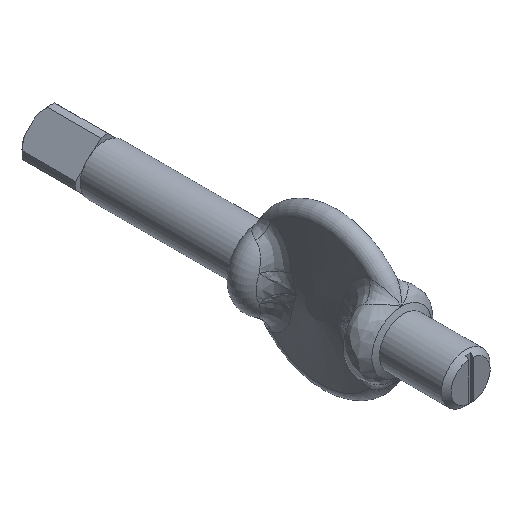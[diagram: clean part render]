
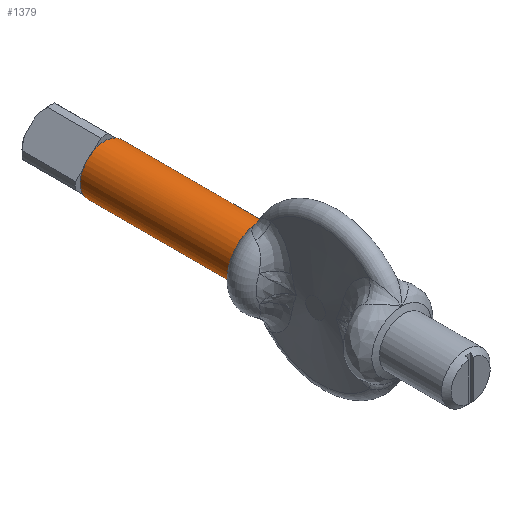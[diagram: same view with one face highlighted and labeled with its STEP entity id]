
A CAD part, isometric view. The second image highlights one B-rep face of the part: STEP entity #1379.
In plain terms, the highlighted cylindrical face has radius 5 mm (diameter 10 mm), a full revolution.
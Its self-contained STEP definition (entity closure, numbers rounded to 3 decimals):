
#735=CARTESIAN_POINT('',(2.255,46.5,4.463));
#736=VERTEX_POINT('',#735);
#743=CARTESIAN_POINT('',(4.463,46.5,2.255));
#744=VERTEX_POINT('',#743);
#880=CARTESIAN_POINT('',(-2.255,46.5,-4.463));
#881=VERTEX_POINT('',#880);
#888=CARTESIAN_POINT('',(-4.463,46.5,-2.255));
#889=VERTEX_POINT('',#888);
#988=CARTESIAN_POINT('',(4.463,46.5,-2.255));
#989=VERTEX_POINT('',#988);
#996=CARTESIAN_POINT('',(2.255,46.5,-4.463));
#997=VERTEX_POINT('',#996);
#1126=CARTESIAN_POINT('',(-2.255,46.5,4.463));
#1127=VERTEX_POINT('',#1126);
#1128=CARTESIAN_POINT('',(0.0,46.5,0.0));
#1129=DIRECTION('',(0.0,-1.0,0.0));
#1130=DIRECTION('',(1.0,0.0,0.0));
#1131=AXIS2_PLACEMENT_3D('',#1128,#1129,#1130);
#1132=CIRCLE('',#1131,5.0);
#1133=EDGE_CURVE('',#736,#1127,#1132,.T.);
#1151=CARTESIAN_POINT('',(0.0,46.5,0.0));
#1152=DIRECTION('',(0.0,-1.0,0.0));
#1153=DIRECTION('',(1.0,0.0,0.0));
#1154=AXIS2_PLACEMENT_3D('',#1151,#1152,#1153);
#1155=CIRCLE('',#1154,5.0);
#1156=EDGE_CURVE('',#989,#744,#1155,.T.);
#1175=CARTESIAN_POINT('',(0.0,46.5,0.0));
#1176=DIRECTION('',(0.0,-1.0,0.0));
#1177=DIRECTION('',(1.0,0.0,0.0));
#1178=AXIS2_PLACEMENT_3D('',#1175,#1176,#1177);
#1179=CIRCLE('',#1178,5.0);
#1180=EDGE_CURVE('',#881,#997,#1179,.T.);
#1199=CARTESIAN_POINT('',(-4.463,46.5,2.255));
#1200=VERTEX_POINT('',#1199);
#1201=CARTESIAN_POINT('',(0.0,46.5,0.0));
#1202=DIRECTION('',(0.0,-1.0,0.0));
#1203=DIRECTION('',(1.0,0.0,0.0));
#1204=AXIS2_PLACEMENT_3D('',#1201,#1202,#1203);
#1205=CIRCLE('',#1204,5.0);
#1206=EDGE_CURVE('',#1200,#889,#1205,.T.);
#1295=CARTESIAN_POINT('',(0.0,46.5,0.0));
#1296=DIRECTION('',(0.0,-1.0,0.0));
#1297=DIRECTION('',(1.0,0.0,0.0));
#1298=AXIS2_PLACEMENT_3D('',#1295,#1296,#1297);
#1299=CIRCLE('',#1298,5.0);
#1300=EDGE_CURVE('',#997,#989,#1299,.T.);
#1311=CARTESIAN_POINT('',(0.0,46.5,0.0));
#1312=DIRECTION('',(0.0,-1.0,0.0));
#1313=DIRECTION('',(1.0,0.0,0.0));
#1314=AXIS2_PLACEMENT_3D('',#1311,#1312,#1313);
#1315=CIRCLE('',#1314,5.0);
#1316=EDGE_CURVE('',#744,#736,#1315,.T.);
#1327=CARTESIAN_POINT('',(0.0,46.5,0.0));
#1328=DIRECTION('',(0.0,-1.0,0.0));
#1329=DIRECTION('',(1.0,0.0,0.0));
#1330=AXIS2_PLACEMENT_3D('',#1327,#1328,#1329);
#1331=CIRCLE('',#1330,5.0);
#1332=EDGE_CURVE('',#1127,#1200,#1331,.T.);
#1343=CARTESIAN_POINT('',(0.0,46.5,0.0));
#1344=DIRECTION('',(0.0,-1.0,0.0));
#1345=DIRECTION('',(1.0,0.0,0.0));
#1346=AXIS2_PLACEMENT_3D('',#1343,#1344,#1345);
#1347=CIRCLE('',#1346,5.0);
#1348=EDGE_CURVE('',#889,#881,#1347,.T.);
#1353=CARTESIAN_POINT('',(0.0,46.5,0.0));
#1354=DIRECTION('',(0.0,-1.0,0.0));
#1355=DIRECTION('',(1.0,0.0,0.0));
#1356=AXIS2_PLACEMENT_3D('',#1353,#1354,#1355);
#1357=CYLINDRICAL_SURFACE('',#1356,5.0);
#1358=ORIENTED_EDGE('',*,*,#1206,.T.);
#1359=ORIENTED_EDGE('',*,*,#1348,.T.);
#1360=ORIENTED_EDGE('',*,*,#1180,.T.);
#1361=ORIENTED_EDGE('',*,*,#1300,.T.);
#1362=ORIENTED_EDGE('',*,*,#1156,.T.);
#1363=ORIENTED_EDGE('',*,*,#1316,.T.);
#1364=ORIENTED_EDGE('',*,*,#1133,.T.);
#1365=ORIENTED_EDGE('',*,*,#1332,.T.);
#1366=EDGE_LOOP('',(#1358,#1359,#1360,#1361,#1362,#1363,#1364,#1365));
#1367=FACE_OUTER_BOUND('',#1366,.T.);
#1368=CARTESIAN_POINT('',(-5.0,15.199,0.));
#1369=VERTEX_POINT('',#1368);
#1370=CARTESIAN_POINT('',(0.0,15.199,0.0));
#1371=DIRECTION('',(0.0,-1.0,0.0));
#1372=DIRECTION('',(1.0,0.0,0.0));
#1373=AXIS2_PLACEMENT_3D('',#1370,#1371,#1372);
#1374=CIRCLE('',#1373,5.0);
#1375=EDGE_CURVE('',#1369,#1369,#1374,.T.);
#1376=ORIENTED_EDGE('',*,*,#1375,.F.);
#1377=EDGE_LOOP('',(#1376));
#1378=FACE_BOUND('',#1377,.T.);
#1379=ADVANCED_FACE('',(#1367,#1378),#1357,.T.);
